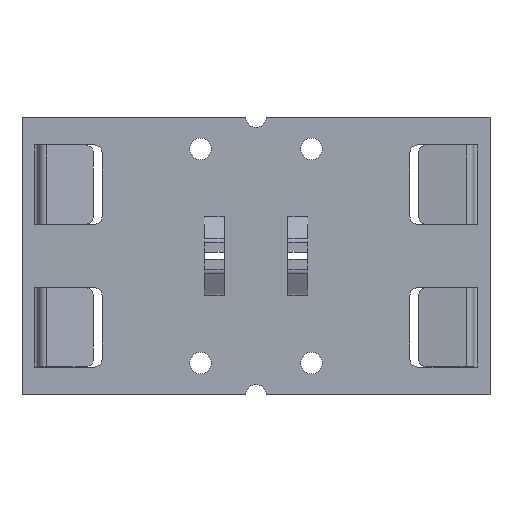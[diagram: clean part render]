
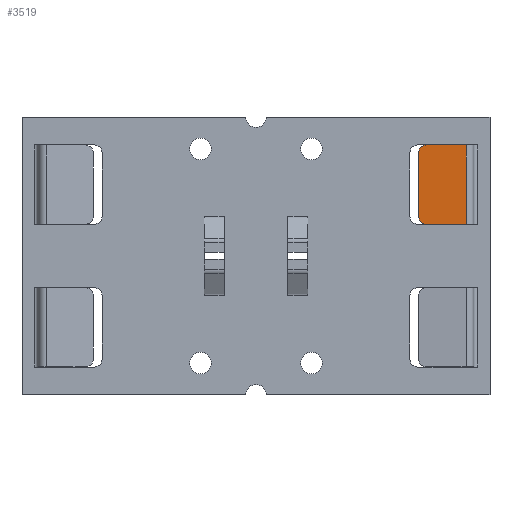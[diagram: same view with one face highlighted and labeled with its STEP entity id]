
A CAD part, top view. The second image highlights one B-rep face of the part: STEP entity #3519.
In plain terms, the highlighted face is planar.
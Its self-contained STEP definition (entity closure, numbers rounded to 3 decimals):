
#124=PLANE('',#3807);
#305=FACE_OUTER_BOUND('',#539,.T.);
#539=EDGE_LOOP('',(#2911,#2912,#2913,#2914,#2915,#2916));
#719=CIRCLE('',#3791,2.);
#722=CIRCLE('',#3797,2.);
#1023=LINE('',#5659,#1419);
#1029=LINE('',#5676,#1425);
#1031=LINE('',#5679,#1427);
#1035=LINE('',#5694,#1431);
#1419=VECTOR('',#4541,10.036);
#1425=VECTOR('',#4557,10.036);
#1427=VECTOR('',#4561,19.98);
#1431=VECTOR('',#4579,15.98);
#1783=VERTEX_POINT('',#5646);
#1784=VERTEX_POINT('',#5647);
#1788=VERTEX_POINT('',#5657);
#1792=VERTEX_POINT('',#5669);
#1793=VERTEX_POINT('',#5670);
#1794=VERTEX_POINT('',#5675);
#2171=EDGE_CURVE('',#1783,#1784,#719,.T.);
#2177=EDGE_CURVE('',#1788,#1783,#1023,.T.);
#2182=EDGE_CURVE('',#1792,#1793,#722,.T.);
#2185=EDGE_CURVE('',#1793,#1794,#1029,.T.);
#2187=EDGE_CURVE('',#1788,#1794,#1031,.T.);
#2195=EDGE_CURVE('',#1784,#1792,#1035,.T.);
#2911=ORIENTED_EDGE('',*,*,#2171,.F.);
#2912=ORIENTED_EDGE('',*,*,#2177,.F.);
#2913=ORIENTED_EDGE('',*,*,#2187,.T.);
#2914=ORIENTED_EDGE('',*,*,#2185,.F.);
#2915=ORIENTED_EDGE('',*,*,#2182,.F.);
#2916=ORIENTED_EDGE('',*,*,#2195,.F.);
#3519=ADVANCED_FACE('',(#305),#124,.F.);
#3791=AXIS2_PLACEMENT_3D('',#5648,#4531,#4532);
#3797=AXIS2_PLACEMENT_3D('',#5671,#4551,#4552);
#3807=AXIS2_PLACEMENT_3D('',#5695,#4580,#4581);
#4531=DIRECTION('center_axis',(0.,-0.087,
-0.996));
#4532=DIRECTION('ref_axis',(-0.707,0.704,-0.062));
#4541=DIRECTION('',(0.,0.996,-0.087));
#4551=DIRECTION('center_axis',(0.,-0.087,
-0.996));
#4552=DIRECTION('ref_axis',(0.707,0.704,-0.062));
#4557=DIRECTION('',(0.,-0.996,0.087));
#4561=DIRECTION('',(1.,0.,0.));
#4579=DIRECTION('',(1.,0.,0.));
#4580=DIRECTION('center_axis',(0.,-0.087,
-0.996));
#4581=DIRECTION('ref_axis',(0.,0.996,-0.087));
#5646=CARTESIAN_POINT('',(43.01,16.028,2.954));
#5647=CARTESIAN_POINT('',(45.01,18.021,2.78));
#5648=CARTESIAN_POINT('Origin',(45.01,16.028,2.954));
#5657=CARTESIAN_POINT('',(43.01,6.031,3.829));
#5659=CARTESIAN_POINT('',(43.01,6.031,3.829));
#5669=CARTESIAN_POINT('',(60.99,18.021,2.78));
#5670=CARTESIAN_POINT('',(62.99,16.028,2.954));
#5671=CARTESIAN_POINT('Origin',(60.99,16.028,2.954));
#5675=CARTESIAN_POINT('',(62.99,6.031,3.829));
#5676=CARTESIAN_POINT('',(62.99,1.975,4.184));
#5679=CARTESIAN_POINT('',(53.,6.031,3.829));
#5694=CARTESIAN_POINT('',(43.01,18.021,2.78));
#5695=CARTESIAN_POINT('Origin',(53.,10.955,3.398));
